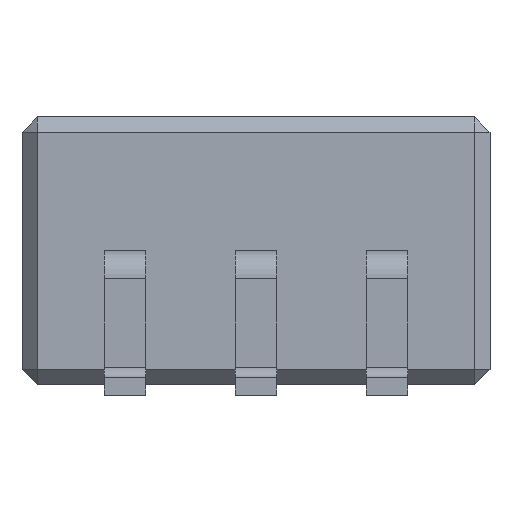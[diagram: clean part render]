
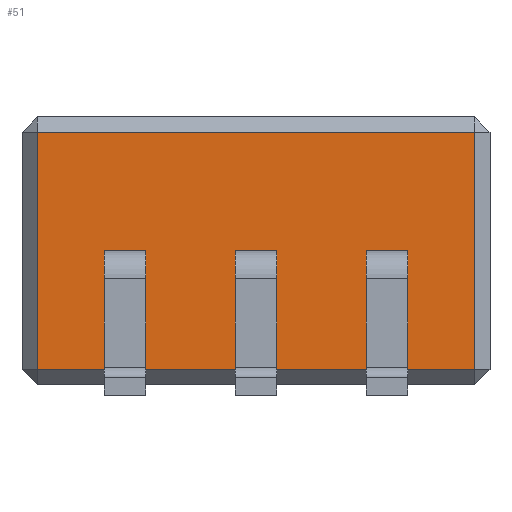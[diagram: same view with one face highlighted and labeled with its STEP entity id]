
A CAD part, left-side view. The second image highlights one B-rep face of the part: STEP entity #51.
In plain terms, the highlighted planar face has unit normal (-1, 0, 0).
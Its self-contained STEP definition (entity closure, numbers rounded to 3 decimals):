
#13=DIRECTION('',(0.,0.,1.));
#14=DIRECTION('',(1.,0.,0.));
#51=ADVANCED_FACE('',(#52),#81,.F.);
#52=FACE_BOUND('',#53,.F.);
#53=EDGE_LOOP('',(#54,#63,#71,#77));
#54=ORIENTED_EDGE('',*,*,#55,.F.);
#55=EDGE_CURVE('',#56,#58,#60,.T.);
#56=VERTEX_POINT('',#57);
#57=CARTESIAN_POINT('',(-2.61,-2.12,0.25));
#58=VERTEX_POINT('',#59);
#59=CARTESIAN_POINT('',(-2.61,-2.12,2.55));
#60=LINE('',#61,#62);
#61=CARTESIAN_POINT('',(-2.61,-2.12,0.1));
#62=VECTOR('',#13,1.);
#63=ORIENTED_EDGE('',*,*,#64,.T.);
#64=EDGE_CURVE('',#56,#65,#67,.T.);
#65=VERTEX_POINT('',#66);
#66=CARTESIAN_POINT('',(-2.61,2.12,0.25));
#67=LINE('',#68,#69);
#68=CARTESIAN_POINT('',(-2.61,-2.27,0.25));
#69=VECTOR('',#70,1.);
#70=DIRECTION('',(0.,1.,0.));
#71=ORIENTED_EDGE('',*,*,#72,.T.);
#72=EDGE_CURVE('',#65,#73,#75,.T.);
#73=VERTEX_POINT('',#74);
#74=CARTESIAN_POINT('',(-2.61,2.12,2.55));
#75=LINE('',#76,#62);
#76=CARTESIAN_POINT('',(-2.61,2.12,0.1));
#77=ORIENTED_EDGE('',*,*,#78,.F.);
#78=EDGE_CURVE('',#58,#73,#79,.T.);
#79=LINE('',#80,#69);
#80=CARTESIAN_POINT('',(-2.61,-2.27,2.55));
#81=PLANE('',#82);
#82=AXIS2_PLACEMENT_3D('',#83,#14,#13);
#83=CARTESIAN_POINT('',(-2.61,-2.27,0.1));
